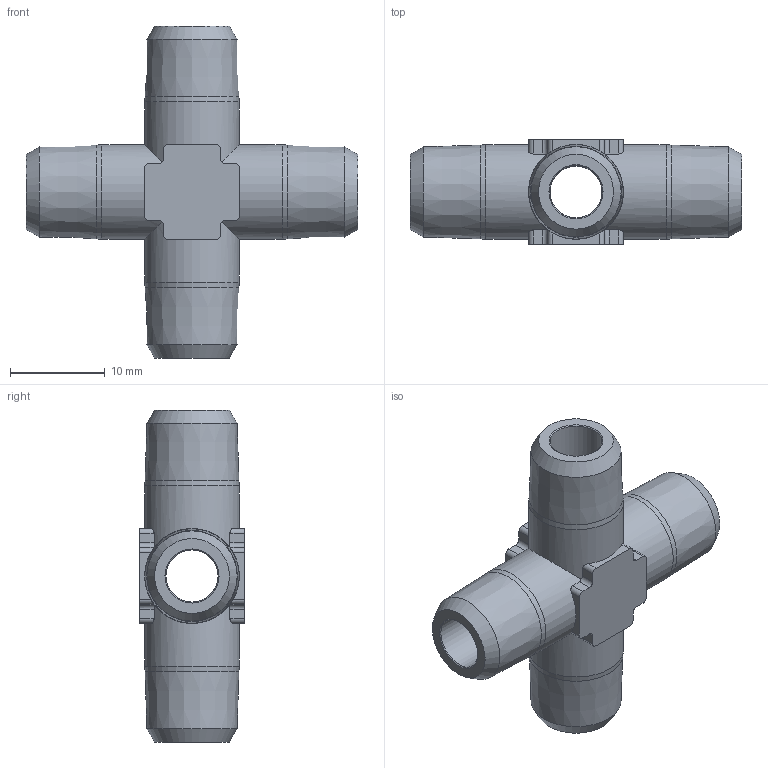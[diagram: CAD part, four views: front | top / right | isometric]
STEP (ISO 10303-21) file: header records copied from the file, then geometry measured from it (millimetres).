
FILE_DESCRIPTION(( 'RA.26C00.18.STP' ), '1');
FILE_NAME( 'RA.26C00.18.STP', '2018-10-11T12:34:29',( 'Sopra'),('sopra-pneumatic.com'), 'SwSTEP 2.0','SolidWorks 2009','' );
FILE_SCHEMA (('AUTOMOTIVE_DESIGN { 1 0 10303 214 1 1 1 1 }'));
Length unit declared in the file: millimetre
Products named in the file (2): Root; 60302
Assembly tree (1 placements, depth 2):
  Root
    60302
Bounding box: 35 x 11 x 35 mm (x, y, z)
Volume: 3183.4 mm3; surface area: 3032.8 mm2
Topology: 1 solids, 1 shells, 78 faces, 226 edges, 148 vertices
Faces by surface type: cylinder 32, plane 30, cone 16
Full cylindrical faces by diameter (mm): 5.5 x4, 10 x4
Entity records: 8236 total; most frequent: CARTESIAN_POINT 4550, DIRECTION 376, PRESENTATION_STYLE_ASSIGNMENT 369, COLOUR_RGB 369, DRAUGHTING_PRE_DEFINED_CURVE_FONT 368, CURVE_STYLE 368, OVER_RIDING_STYLED_ITEM 368, ORIENTED_EDGE 368
